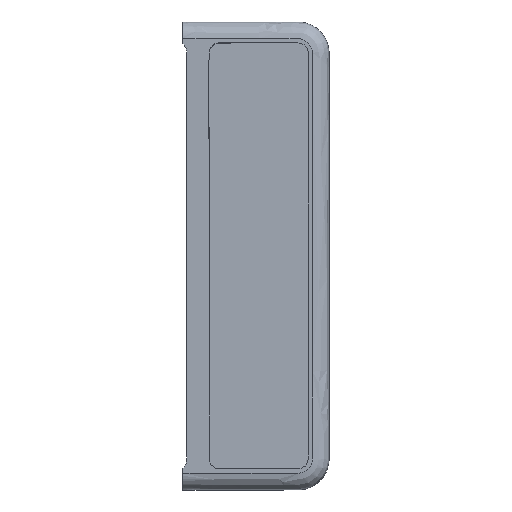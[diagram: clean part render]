
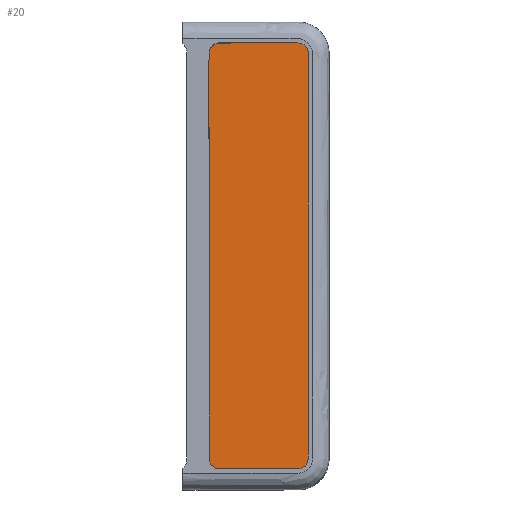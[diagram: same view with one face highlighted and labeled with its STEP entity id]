
A CAD part, top view. The second image highlights one B-rep face of the part: STEP entity #20.
In plain terms, the highlighted planar face has unit normal (0, 0, 1).
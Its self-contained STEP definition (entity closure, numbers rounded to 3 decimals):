
#20=ADVANCED_FACE($,(#45),#336,.T.);
#45=FACE_OUTER_BOUND($,#71,.T.);
#71=EDGE_LOOP($,(#123,#124));
#123=ORIENTED_EDGE($,*,*,#228,.T.);
#124=ORIENTED_EDGE($,*,*,#280,.T.);
#228=EDGE_CURVE($,#292,#321,#397,.T.);
#280=EDGE_CURVE($,#321,#292,#409,.T.);
#292=VERTEX_POINT($,#1595);
#321=VERTEX_POINT($,#1624);
#336=PLANE($,#501);
#397=(
BOUNDED_CURVE()
B_SPLINE_CURVE(2,(#605,#606,#607,#608,#609,#610,#611,#612,#613),.UNSPECIFIED.,
.F.,.F.)
B_SPLINE_CURVE_WITH_KNOTS((3,2,2,2,3),(-130.387,-124.989,
-120.277,-81.477,-76.765),.UNSPECIFIED.)
CURVE()
GEOMETRIC_REPRESENTATION_ITEM()
RATIONAL_B_SPLINE_CURVE((1.,1.,1.,0.707,1.,1.,1.,0.707,
1.))
REPRESENTATION_ITEM($)
);
#409=(
BOUNDED_CURVE()
B_SPLINE_CURVE(2,(#1016,#1017,#1018,#1019,#1020,#1021,#1022,#1023,#1024),
.UNSPECIFIED.,.F.,.F.)
B_SPLINE_CURVE_WITH_KNOTS((3,2,2,2,3),(-76.765,-71.366,
-66.654,-27.854,-23.142),.UNSPECIFIED.)
CURVE()
GEOMETRIC_REPRESENTATION_ITEM()
RATIONAL_B_SPLINE_CURVE((1.,1.,1.,0.707,1.,1.,1.,0.707,
1.))
REPRESENTATION_ITEM($)
);
#501=AXIS2_PLACEMENT_3D($,#1028,#519,$);
#519=DIRECTION($,(0.,0.,1.));
#605=CARTESIAN_POINT($,(155.5,2.,5.));
#606=CARTESIAN_POINT($,(159.25,2.,5.));
#607=CARTESIAN_POINT($,(163.,2.,5.));
#608=CARTESIAN_POINT($,(164.,2.,5.));
#609=CARTESIAN_POINT($,(164.,3.,5.));
#610=CARTESIAN_POINT($,(164.,22.4,5.));
#611=CARTESIAN_POINT($,(164.,41.8,5.));
#612=CARTESIAN_POINT($,(164.,42.8,5.));
#613=CARTESIAN_POINT($,(163.,42.8,5.));
#1016=CARTESIAN_POINT($,(163.,42.8,5.));
#1017=CARTESIAN_POINT($,(159.25,42.8,5.));
#1018=CARTESIAN_POINT($,(155.5,42.8,5.));
#1019=CARTESIAN_POINT($,(154.5,42.8,5.));
#1020=CARTESIAN_POINT($,(154.5,41.8,5.));
#1021=CARTESIAN_POINT($,(154.5,22.4,5.));
#1022=CARTESIAN_POINT($,(154.5,3.,5.));
#1023=CARTESIAN_POINT($,(154.5,2.,5.));
#1024=CARTESIAN_POINT($,(155.5,2.,5.));
#1028=CARTESIAN_POINT($,(154.5,2.,5.));
#1595=CARTESIAN_POINT($,(155.5,2.,5.));
#1624=CARTESIAN_POINT($,(163.,42.8,5.));
